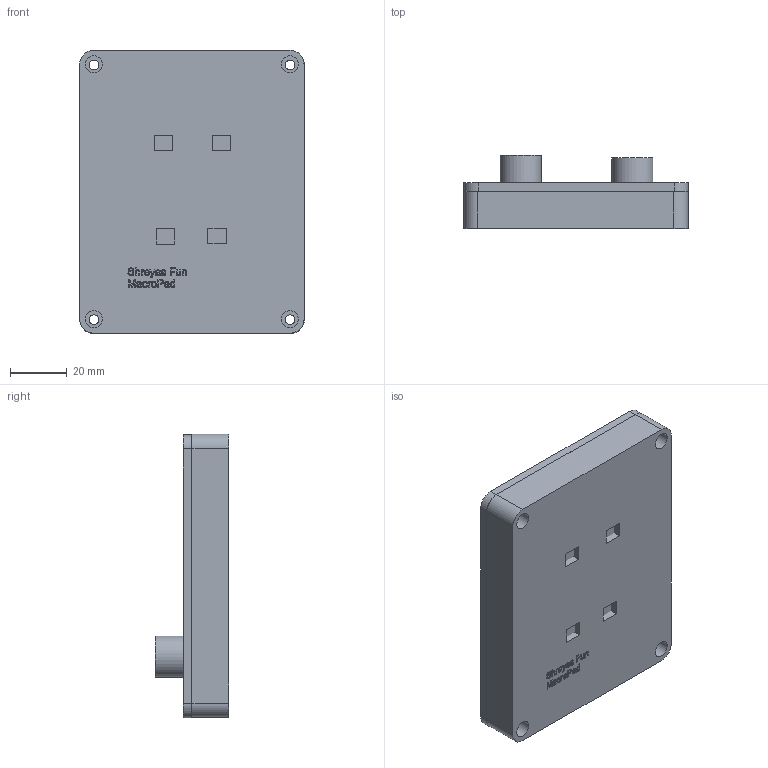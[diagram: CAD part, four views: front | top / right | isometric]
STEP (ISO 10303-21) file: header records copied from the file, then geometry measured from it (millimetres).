
FILE_DESCRIPTION(/* description */ (''),/* implementation_level */ '2;1');
FILE_NAME(/* name */ 'Shreyas_assembledMcrPd_withPCBinside.step',/* time_stamp */ '2026-01-02T17:53:59+01:00',/* author */ (''),/* organization */ (''),/* preprocessor_version */ 'ST-DEVELOPER v20.1',/* originating_system */ 'Autodesk Translation Framework v14.21.0.0',/* authorisation */ '');
FILE_SCHEMA (('AUTOMOTIVE_DESIGN { 1 0 10303 214 3 1 1 }'));
Length unit declared in the file: millimetre
Products named in the file (6): 2025-12-29-23-34-00-614; 2025-12-29-23-49-10-164; 2025-12-30-11-22-42-957; KiCad_Shreyas_McrPd 1; KiCad_Projects_PCB; D_DO-35_SOD27_P7.62mm_Horizontal
Assembly tree (12 placements, depth 3):
  2025-12-29-23-34-00-614
    2025-12-30-11-22-42-957
    KiCad_Shreyas_McrPd 1
      D_DO-35_SOD27_P7.62mm_Horizontal  x9
      KiCad_Projects_PCB
  2025-12-29-23-49-10-164
Bounding box: 79.27 x 25.96 x 100.11 mm (x, y, z)
Volume: 77673.9 mm3; surface area: 51802.2 mm2
Topology: 23 solids, 23 shells, 823 faces, 2172 edges, 1442 vertices
Faces by surface type: bspline 299, plane 279, cylinder 209, torus 36
Full cylindrical faces by diameter (mm): 0.5 x27, 0.8 x18, 0.889 x14, 1 x10, 1.5 x18, 1.7 x18, 2 x18, 2.02 x9, 3.4 x4, 4 x9, 6 x4, 10.5 x2, 14.5 x2, 16 x2
Entity records: 25938 total; most frequent: CARTESIAN_POINT 9043, ORIENTED_EDGE 3896, DIRECTION 2512, EDGE_CURVE 1948, VERTEX_POINT 1298, LINE 1018, VECTOR 1018, EDGE_LOOP 954
